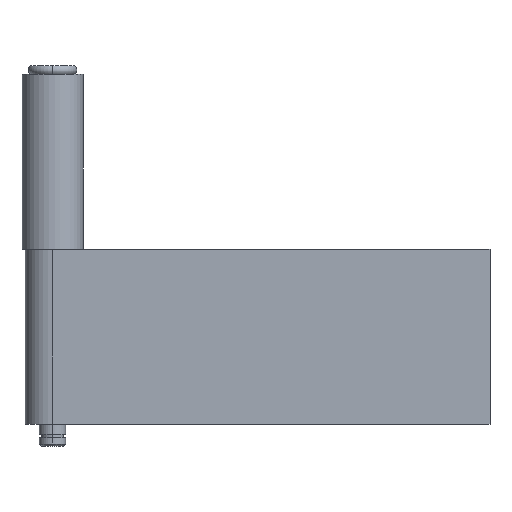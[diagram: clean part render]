
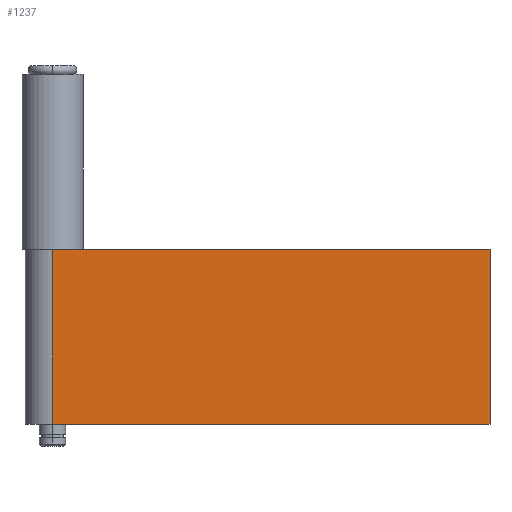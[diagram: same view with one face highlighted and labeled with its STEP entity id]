
A CAD part, top view. The second image highlights one B-rep face of the part: STEP entity #1237.
In plain terms, the highlighted face is planar.
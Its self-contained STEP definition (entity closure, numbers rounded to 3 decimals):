
#28 = ORIENTED_EDGE ( 'NONE', *, *, #1278, .F. ) ;
#31 = EDGE_CURVE ( 'NONE', #1272, #1271, #106, .T. ) ;
#103 = DIRECTION ( 'NONE',  ( 0., 0., 1. ) ) ;
#104 = VECTOR ( 'NONE', #103, 1000. ) ;
#105 = CARTESIAN_POINT ( 'NONE',  ( 100., 6.25, -40. ) ) ;
#106 = LINE ( 'NONE', #105, #104 ) ;
#415 = CARTESIAN_POINT ( 'NONE',  ( 0., 6.25, -40. ) ) ;
#424 = PLANE ( 'NONE',  #487 ) ;
#425 = FACE_OUTER_BOUND ( 'NONE', #1274, .T. ) ;
#444 = CARTESIAN_POINT ( 'NONE',  ( 0., 6.25, 0. ) ) ;
#445 = DIRECTION ( 'NONE',  ( 0., 0., 1. ) ) ;
#446 = VECTOR ( 'NONE', #445, 1000. ) ;
#447 = CARTESIAN_POINT ( 'NONE',  ( 0., 6.25, -40. ) ) ;
#451 = LINE ( 'NONE', #447, #446 ) ;
#484 = DIRECTION ( 'NONE',  ( 0., 0., 1. ) ) ;
#485 = DIRECTION ( 'NONE',  ( 0., 1., 0. ) ) ;
#486 = CARTESIAN_POINT ( 'NONE',  ( 0., 6.25, -40. ) ) ;
#487 = AXIS2_PLACEMENT_3D ( 'NONE', #486, #485, #484 ) ;
#491 = LINE ( 'NONE', #550, #549 ) ;
#498 = DIRECTION ( 'NONE',  ( -1., 0., 0. ) ) ;
#499 = VECTOR ( 'NONE', #498, 1000. ) ;
#500 = CARTESIAN_POINT ( 'NONE',  ( 0., 6.25, 0. ) ) ;
#501 = LINE ( 'NONE', #500, #499 ) ;
#508 = CARTESIAN_POINT ( 'NONE',  ( 100., 6.25, -40. ) ) ;
#509 = CARTESIAN_POINT ( 'NONE',  ( 100., 6.25, 0. ) ) ;
#548 = DIRECTION ( 'NONE',  ( -1., 0., 0. ) ) ;
#549 = VECTOR ( 'NONE', #548, 1000. ) ;
#550 = CARTESIAN_POINT ( 'NONE',  ( 0., 6.25, -40. ) ) ;
#1212 = VERTEX_POINT ( 'NONE', #415 ) ;
#1223 = EDGE_CURVE ( 'NONE', #1212, #1224, #451, .T. ) ;
#1224 = VERTEX_POINT ( 'NONE', #444 ) ;
#1237 = ADVANCED_FACE ( 'NONE', ( #425 ), #424, .T. ) ;
#1252 = ORIENTED_EDGE ( 'NONE', *, *, #1287, .T. ) ;
#1261 = ORIENTED_EDGE ( 'NONE', *, *, #1223, .T. ) ;
#1270 = ORIENTED_EDGE ( 'NONE', *, *, #31, .F. ) ;
#1271 = VERTEX_POINT ( 'NONE', #509 ) ;
#1272 = VERTEX_POINT ( 'NONE', #508 ) ;
#1274 = EDGE_LOOP ( 'NONE', ( #28, #1270, #1252, #1261 ) ) ;
#1278 = EDGE_CURVE ( 'NONE', #1271, #1224, #501, .T. ) ;
#1287 = EDGE_CURVE ( 'NONE', #1272, #1212, #491, .T. ) ;
